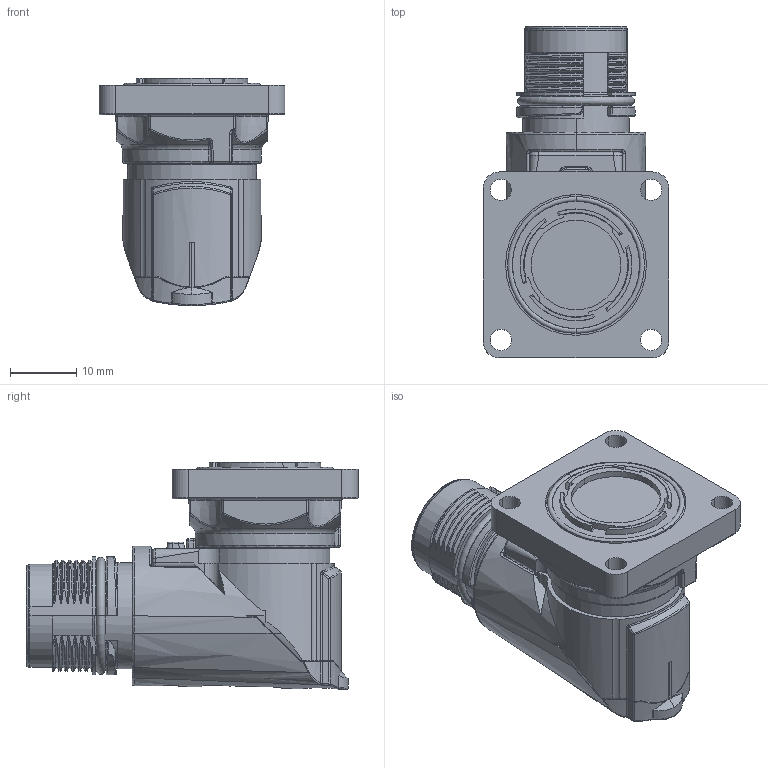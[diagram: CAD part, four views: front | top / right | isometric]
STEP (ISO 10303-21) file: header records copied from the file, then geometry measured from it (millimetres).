
FILE_DESCRIPTION((''),'2;1');
FILE_NAME('BREP_WITH_VOIDS_43768','2024-01-18T',('lian.chen'),(''),'PRO/ENGINEER BY PARAMETRIC TECHNOLOGY CORPORATION, 2012480','PRO/ENGINEER BY PARAMETRIC TECHNOLOGY CORPORATION, 2012480','');
FILE_SCHEMA(('CONFIG_CONTROL_DESIGN'));
Length unit declared in the file: millimetre
Products named in the file (1): BREP_WITH_VOIDS_43768
Bounding box: 28 x 50 x 34.2 mm (x, y, z)
Volume: 19433.5 mm3; surface area: 8797.8 mm2
Topology: 1 solids, 2 shells, 962 faces, 2641 edges, 1680 vertices
Faces by surface type: cylinder 318, plane 269, bspline 210, torus 74, cone 49, sphere 24, extrusion 18
Entity records: 41010 total; most frequent: CARTESIAN_POINT 18633, ORIENTED_EDGE 5226, DIRECTION 3932, EDGE_CURVE 2613, VERTEX_POINT 1680, AXIS2_PLACEMENT_3D 1504, EDGE_LOOP 1015, FACE_OUTER_BOUND 962
